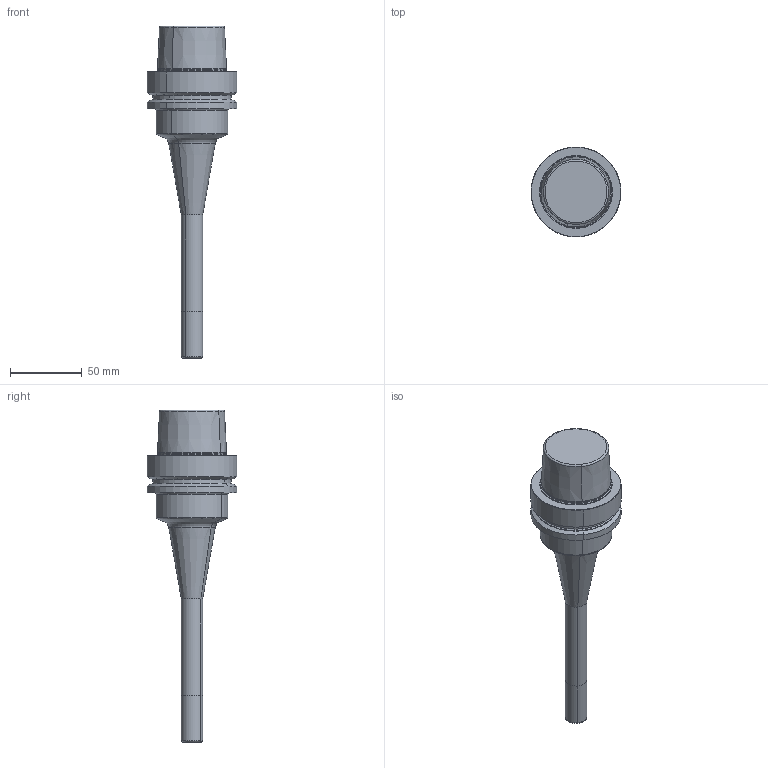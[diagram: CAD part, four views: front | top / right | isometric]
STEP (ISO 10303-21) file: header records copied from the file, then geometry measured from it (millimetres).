
FILE_DESCRIPTION((''),'2;1');
FILE_NAME('607031987-000-01-E43','2019-03-11T11:51:07',('korna'),(''),'CREO PARAMETRIC BY PTC INC, 2018020','CREO PARAMETRIC BY PTC INC, 2018020','');
FILE_SCHEMA(('AUTOMOTIVE_DESIGN { 1 0 10303 214 1 1 1 1 }'));
Length unit declared in the file: millimetre
Products named in the file (1): 607031987-000-01-E43
Bounding box: 62.76 x 62.76 x 231.9 mm (x, y, z)
Volume: 215015.2 mm3; surface area: 28171.1 mm2
Topology: 1 solids, 1 shells, 67 faces, 778 edges, 1153 vertices
Faces by surface type: cylinder 20, cone 20, torus 20, plane 7
Entity records: 7954 total; most frequent: CARTESIAN_POINT 2086, PRESENTATION_STYLE_ASSIGNMENT 786, STYLED_ITEM 786, CURVE_STYLE 785, DIRECTION 759, B_SPLINE_CURVE_WITH_KNOTS 344, TRIMMED_CURVE 302, ORIENTED_EDGE 264
